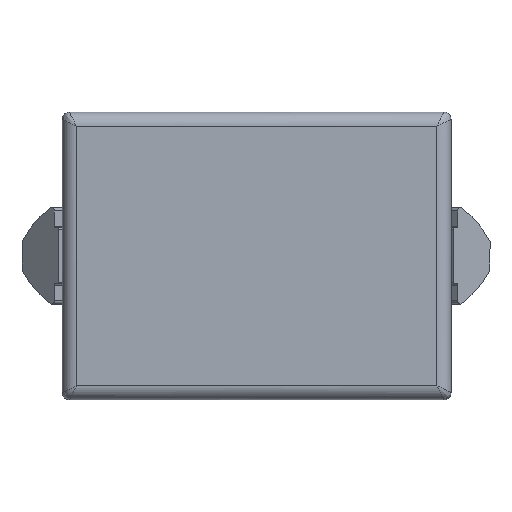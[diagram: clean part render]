
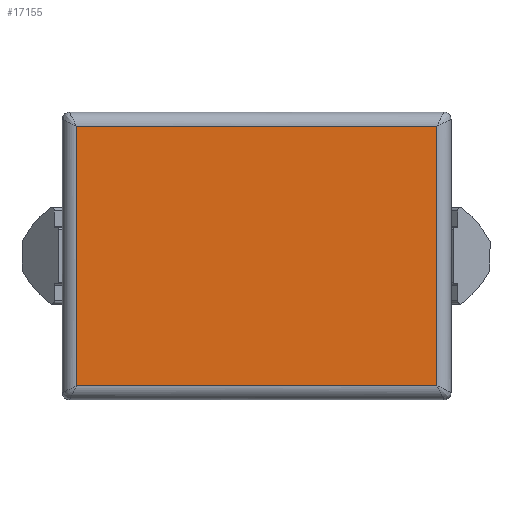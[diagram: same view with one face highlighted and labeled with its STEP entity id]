
A CAD part, front view. The second image highlights one B-rep face of the part: STEP entity #17155.
In plain terms, the highlighted planar face has unit normal (0, -1, 0).
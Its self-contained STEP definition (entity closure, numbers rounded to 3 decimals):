
#80 = DIRECTION ( 'NONE',  ( 0., 0., 1. ) ) ;
#481 = CARTESIAN_POINT ( 'NONE',  ( -26., -3.5, 18.1 ) ) ;
#1062 = DIRECTION ( 'NONE',  ( 1., 0., 0. ) ) ;
#2303 = VECTOR ( 'NONE', #1062, 1000. ) ;
#2573 = ORIENTED_EDGE ( 'NONE', *, *, #7687, .T. ) ;
#2717 = CARTESIAN_POINT ( 'NONE',  ( -25., -3.5, -18. ) ) ;
#4129 = LINE ( 'NONE', #4733, #15333 ) ;
#4733 = CARTESIAN_POINT ( 'NONE',  ( -25., -3.5, -19. ) ) ;
#4890 = PLANE ( 'NONE',  #14507 ) ;
#4952 = CARTESIAN_POINT ( 'NONE',  ( -26., -3.5, -19. ) ) ;
#4998 = ORIENTED_EDGE ( 'NONE', *, *, #5656, .T. ) ;
#5227 = CARTESIAN_POINT ( 'NONE',  ( -25., -3.5, 18.1 ) ) ;
#5656 = EDGE_CURVE ( 'NONE', #12347, #6918, #4129, .T. ) ;
#6188 = LINE ( 'NONE', #18582, #2303 ) ;
#6244 = ORIENTED_EDGE ( 'NONE', *, *, #10791, .T. ) ;
#6419 = DIRECTION ( 'NONE',  ( 0., 0., -1. ) ) ;
#6918 = VERTEX_POINT ( 'NONE', #2717 ) ;
#7031 = EDGE_CURVE ( 'NONE', #15330, #8265, #12544, .T. ) ;
#7687 = EDGE_CURVE ( 'NONE', #8265, #12347, #12620, .T. ) ;
#8265 = VERTEX_POINT ( 'NONE', #17074 ) ;
#8737 = VECTOR ( 'NONE', #10669, 1000. ) ;
#10669 = DIRECTION ( 'NONE',  ( -1., 0., 0. ) ) ;
#10791 = EDGE_CURVE ( 'NONE', #6918, #15330, #6188, .T. ) ;
#11843 = CARTESIAN_POINT ( 'NONE',  ( 25.2, -3.5, -19. ) ) ;
#12085 = VECTOR ( 'NONE', #80, 1000. ) ;
#12347 = VERTEX_POINT ( 'NONE', #5227 ) ;
#12544 = LINE ( 'NONE', #11843, #12085 ) ;
#12620 = LINE ( 'NONE', #481, #8737 ) ;
#13552 = EDGE_LOOP ( 'NONE', ( #6244, #17835, #2573, #4998 ) ) ;
#14507 = AXIS2_PLACEMENT_3D ( 'NONE', #4952, #15158, #6419 ) ;
#14670 = CARTESIAN_POINT ( 'NONE',  ( 25.2, -3.5, -18. ) ) ;
#15022 = DIRECTION ( 'NONE',  ( 0., 0., -1. ) ) ;
#15158 = DIRECTION ( 'NONE',  ( 0., -1., 0. ) ) ;
#15330 = VERTEX_POINT ( 'NONE', #14670 ) ;
#15333 = VECTOR ( 'NONE', #15022, 1000. ) ;
#16325 = FACE_OUTER_BOUND ( 'NONE', #13552, .T. ) ;
#17074 = CARTESIAN_POINT ( 'NONE',  ( 25.2, -3.5, 18.1 ) ) ;
#17155 = ADVANCED_FACE ( 'NONE', ( #16325 ), #4890, .T. ) ;
#17835 = ORIENTED_EDGE ( 'NONE', *, *, #7031, .T. ) ;
#18582 = CARTESIAN_POINT ( 'NONE',  ( -26., -3.5, -18. ) ) ;
